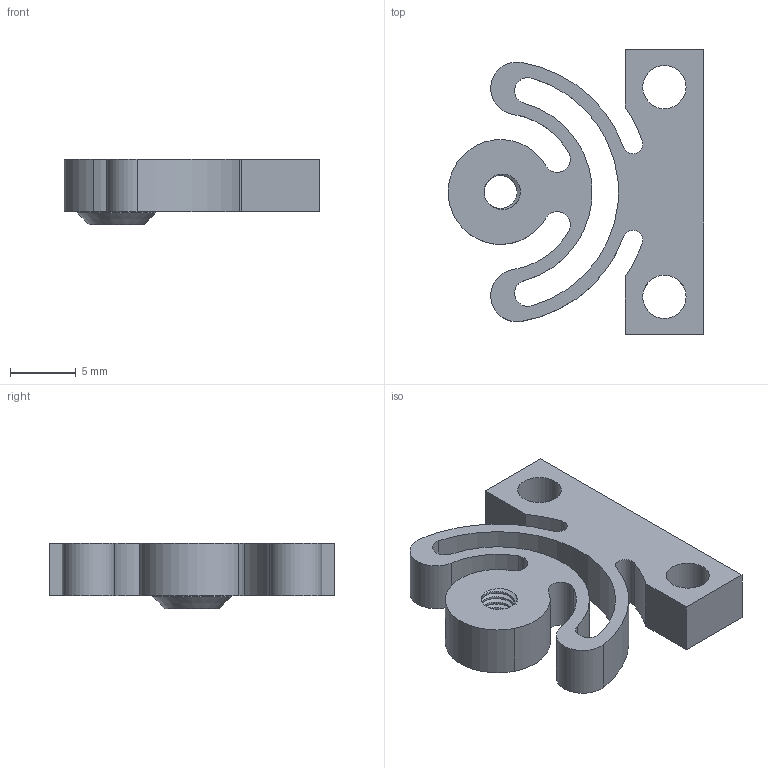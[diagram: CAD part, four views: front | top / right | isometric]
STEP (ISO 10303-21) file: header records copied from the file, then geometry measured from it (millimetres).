
FILE_DESCRIPTION(('FreeCAD Model'),'2;1');
FILE_NAME('Open CASCADE Shape Model','2026-01-25T11:15:49',(''),(''), 'Open CASCADE STEP processor 7.8','FreeCAD','Unknown');
FILE_SCHEMA(('AUTOMOTIVE_DESIGN { 1 0 10303 214 1 1 1 1 }'));
Length unit declared in the file: millimetre
Products named in the file (1): FlexGuide
Bounding box: 19.49 x 21.7 x 5 mm (x, y, z)
Volume: 874.4 mm3; surface area: 1279.6 mm2
Topology: 1 solids, 1 shells, 75 faces, 175 edges, 103 vertices
Faces by surface type: cylinder 33, bspline 33, plane 8, cone 1
Full cylindrical faces by diameter (mm): 2.52 x10, 3.3 x2, 6 x1
Entity records: 11421 total; most frequent: CARTESIAN_POINT 8107, DIRECTION 518, ORIENTED_EDGE 350, PCURVE 350, DEFINITIONAL_REPRESENTATION 350, LINE 296, VECTOR 296, EDGE_CURVE 175
